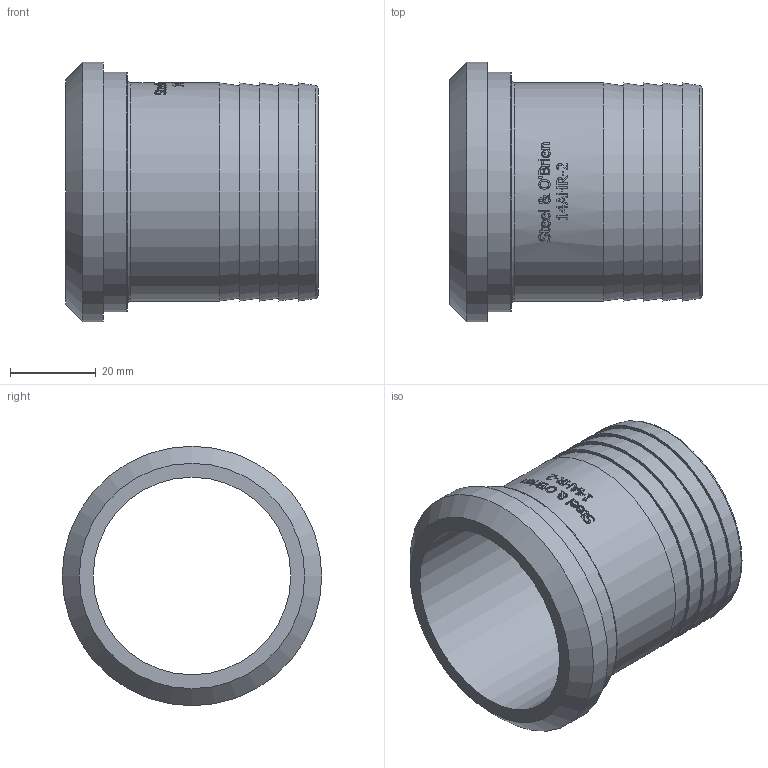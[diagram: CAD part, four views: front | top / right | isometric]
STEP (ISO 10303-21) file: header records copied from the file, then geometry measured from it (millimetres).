
FILE_DESCRIPTION(/* description */ (''),/* implementation_level */ '2;1');
FILE_NAME(/* name */ '14AHR-2.stp',/* time_stamp */ '2021-08-30T15:13:26-04:00',/* author */ ('rick'),/* organization */ (''),/* preprocessor_version */ 'ST-DEVELOPER v18',/* originating_system */ 'Autodesk Inventor 2020',/* authorisation */ '');
FILE_SCHEMA (('AUTOMOTIVE_DESIGN { 1 0 10303 214 3 1 1 }'));
Length unit declared in the file: inch
Products named in the file (1): 14AHR-2
Bounding box: 58.74 x 60.45 x 60.45 mm (x, y, z)
Volume: 28298.3 mm3; surface area: 20354.5 mm2
Topology: 1 solids, 1 shells, 340 faces, 920 edges, 620 vertices
Faces by surface type: plane 156, bspline 138, cylinder 36, cone 6, torus 4
Full cylindrical faces by diameter (mm): 46.025 x1, 50.8 x1, 55.728 x1, 60.452 x1
Entity records: 13793 total; most frequent: CARTESIAN_POINT 5851, ORIENTED_EDGE 1840, DIRECTION 1278, EDGE_CURVE 920, VERTEX_POINT 620, AXIS2_PLACEMENT_3D 431, LINE 416, VECTOR 416
